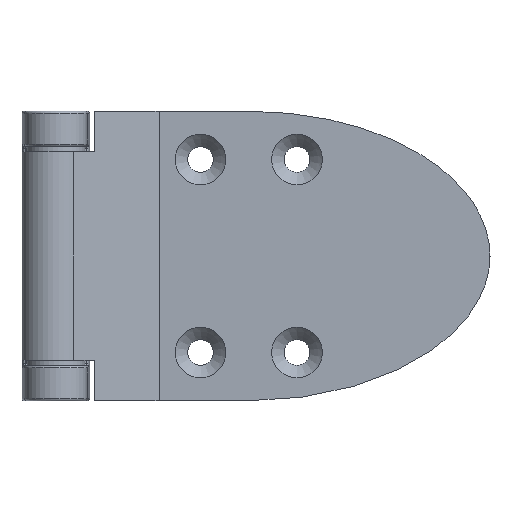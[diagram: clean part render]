
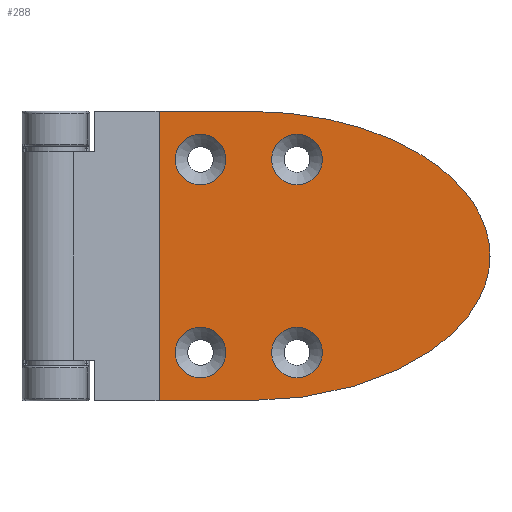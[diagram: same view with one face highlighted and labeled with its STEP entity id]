
A CAD part, front view. The second image highlights one B-rep face of the part: STEP entity #288.
In plain terms, the highlighted planar face has unit normal (0, -1, 0).
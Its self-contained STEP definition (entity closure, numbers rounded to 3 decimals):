
#288=ADVANCED_FACE('',(#546,#547,#548,#549,#550),#551,.T.);
#546=FACE_BOUND('',#1058,.T.);
#547=FACE_BOUND('',#1059,.T.);
#548=FACE_BOUND('',#1060,.T.);
#549=FACE_BOUND('',#1061,.T.);
#550=FACE_OUTER_BOUND('',#1062,.T.);
#551=PLANE('',#1063);
#1058=EDGE_LOOP('',(#2213));
#1059=EDGE_LOOP('',(#2214));
#1060=EDGE_LOOP('',(#2215));
#1061=EDGE_LOOP('',(#2216));
#1062=EDGE_LOOP('',(#2217,#2218,#2219,#2220));
#1063=AXIS2_PLACEMENT_3D('',#2221,#2222,#2223);
#2213=ORIENTED_EDGE('',*,*,#3765,.T.);
#2214=ORIENTED_EDGE('',*,*,#3766,.T.);
#2215=ORIENTED_EDGE('',*,*,#3767,.T.);
#2216=ORIENTED_EDGE('',*,*,#3768,.T.);
#2217=ORIENTED_EDGE('',*,*,#3719,.T.);
#2218=ORIENTED_EDGE('',*,*,#3757,.F.);
#2219=ORIENTED_EDGE('',*,*,#3769,.F.);
#2220=ORIENTED_EDGE('',*,*,#3758,.T.);
#2221=CARTESIAN_POINT('',(21.904,10.0,-60.0));
#2222=DIRECTION('',(0.,-1.0,0.0));
#2223=DIRECTION('',(-1.0,0.,0.0));
#3719=EDGE_CURVE('',#4248,#4246,#4249,.T.);
#3757=EDGE_CURVE('',#4307,#4246,#4309,.T.);
#3758=EDGE_CURVE('',#4310,#4248,#4311,.T.);
#3765=EDGE_CURVE('',#4320,#4320,#4321,.F.);
#3766=EDGE_CURVE('',#4322,#4322,#4323,.F.);
#3767=EDGE_CURVE('',#4324,#4324,#4325,.F.);
#3768=EDGE_CURVE('',#4326,#4326,#4327,.F.);
#3769=EDGE_CURVE('',#4310,#4307,#4328,.T.);
#4246=VERTEX_POINT('',#5119);
#4248=VERTEX_POINT('',#5122);
#4249=ELLIPSE('',#5123,50.0,30.0);
#4307=VERTEX_POINT('',#5215);
#4309=LINE('',#5218,#5219);
#4310=VERTEX_POINT('',#5220);
#4311=LINE('',#5221,#5222);
#4320=VERTEX_POINT('',#5237);
#4321=CIRCLE('',#5238,5.25);
#4322=VERTEX_POINT('',#5239);
#4323=CIRCLE('',#5240,5.25);
#4324=VERTEX_POINT('',#5241);
#4325=CIRCLE('',#5242,5.25);
#4326=VERTEX_POINT('',#5243);
#4327=CIRCLE('',#5244,5.25);
#4328=LINE('',#5245,#5246);
#5119=CARTESIAN_POINT('',(40.5,10.0,0.));
#5122=CARTESIAN_POINT('',(40.5,10.0,-60.0));
#5123=AXIS2_PLACEMENT_3D('',#6207,#6208,#6209);
#5215=CARTESIAN_POINT('',(21.904,10.0,0.0));
#5218=CARTESIAN_POINT('',(21.904,10.0,0.0));
#5219=VECTOR('',#6251,1.0);
#5220=CARTESIAN_POINT('',(21.904,10.0,-60.0));
#5221=CARTESIAN_POINT('',(21.904,10.0,-60.0));
#5222=VECTOR('',#6252,1.0);
#5237=CARTESIAN_POINT('',(55.75,10.0,-10.0));
#5238=AXIS2_PLACEMENT_3D('',#6259,#6260,#6261);
#5239=CARTESIAN_POINT('',(35.75,10.0,-50.0));
#5240=AXIS2_PLACEMENT_3D('',#6262,#6263,#6264);
#5241=CARTESIAN_POINT('',(55.75,10.0,-50.0));
#5242=AXIS2_PLACEMENT_3D('',#6265,#6266,#6267);
#5243=CARTESIAN_POINT('',(35.75,10.0,-10.0));
#5244=AXIS2_PLACEMENT_3D('',#6268,#6269,#6270);
#5245=CARTESIAN_POINT('',(21.904,10.0,-60.0));
#5246=VECTOR('',#6271,1.0);
#6207=CARTESIAN_POINT('',(40.5,10.0,-30.0));
#6208=DIRECTION('',(0.,-1.0,0.));
#6209=DIRECTION('',(1.0,0.,0.));
#6251=DIRECTION('',(1.0,0.0,0.0));
#6252=DIRECTION('',(1.0,0.0,0.0));
#6259=CARTESIAN_POINT('',(50.5,10.0,-10.0));
#6260=DIRECTION('',(0.,-1.0,0.0));
#6261=DIRECTION('',(1.0,0.,0.0));
#6262=CARTESIAN_POINT('',(30.5,10.0,-50.0));
#6263=DIRECTION('',(0.,-1.0,0.0));
#6264=DIRECTION('',(1.0,0.,0.0));
#6265=CARTESIAN_POINT('',(50.5,10.0,-50.0));
#6266=DIRECTION('',(0.,-1.0,0.0));
#6267=DIRECTION('',(1.0,0.,0.0));
#6268=CARTESIAN_POINT('',(30.5,10.0,-10.0));
#6269=DIRECTION('',(0.,-1.0,0.0));
#6270=DIRECTION('',(1.0,0.,0.0));
#6271=DIRECTION('',(0.0,0.0,1.0));
